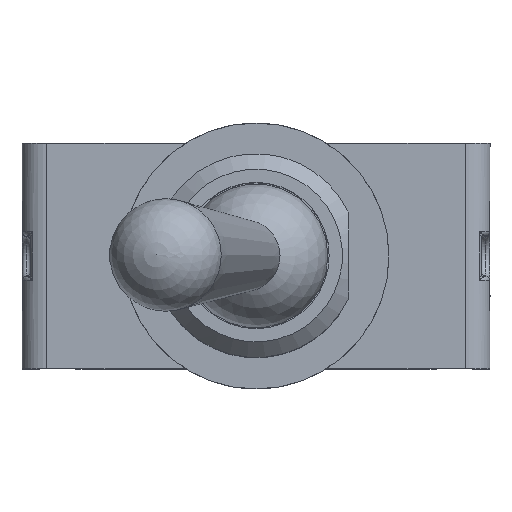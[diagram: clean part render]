
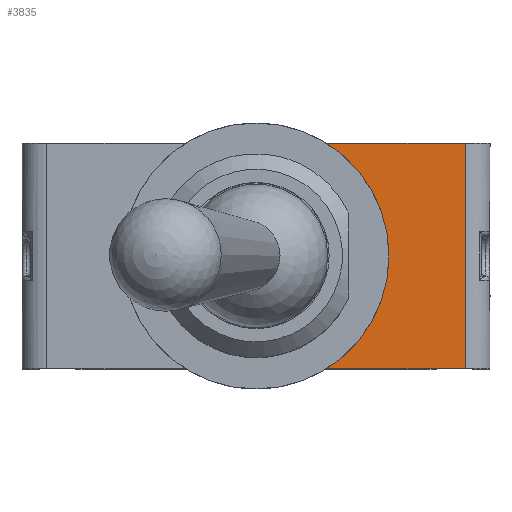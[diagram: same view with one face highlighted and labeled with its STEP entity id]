
A CAD part, top view. The second image highlights one B-rep face of the part: STEP entity #3835.
In plain terms, the highlighted planar face has unit normal (0, 0, 1).
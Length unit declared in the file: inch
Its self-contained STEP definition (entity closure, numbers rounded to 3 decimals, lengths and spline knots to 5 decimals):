
#212=FACE_OUTER_BOUND('',#442,.T.);
#442=EDGE_LOOP('',(#2532,#2533,#2534,#2535,#2536));
#685=LINE('',#5536,#1050);
#686=LINE('',#5538,#1051);
#687=LINE('',#5539,#1052);
#1050=VECTOR('',#4453,0.3937);
#1051=VECTOR('',#4454,0.3937);
#1052=VECTOR('',#4455,0.3937);
#1415=CIRCLE('',#4088,0.11811);
#1416=CIRCLE('',#4089,0.11811);
#1569=VERTEX_POINT('',#5530);
#1570=VERTEX_POINT('',#5531);
#1571=VERTEX_POINT('',#5533);
#1572=VERTEX_POINT('',#5535);
#1573=VERTEX_POINT('',#5537);
#1940=EDGE_CURVE('',#1569,#1570,#1415,.T.);
#1941=EDGE_CURVE('',#1570,#1571,#1416,.T.);
#1942=EDGE_CURVE('',#1572,#1571,#685,.T.);
#1943=EDGE_CURVE('',#1573,#1572,#686,.T.);
#1944=EDGE_CURVE('',#1569,#1573,#687,.T.);
#2532=ORIENTED_EDGE('',*,*,#1940,.T.);
#2533=ORIENTED_EDGE('',*,*,#1941,.T.);
#2534=ORIENTED_EDGE('',*,*,#1942,.F.);
#2535=ORIENTED_EDGE('',*,*,#1943,.F.);
#2536=ORIENTED_EDGE('',*,*,#1944,.F.);
#3716=PLANE('',#4087);
#3835=ADVANCED_FACE('',(#212),#3716,.T.);
#4087=AXIS2_PLACEMENT_3D('',#5529,#4447,#4448);
#4088=AXIS2_PLACEMENT_3D('',#5532,#4449,#4450);
#4089=AXIS2_PLACEMENT_3D('',#5534,#4451,#4452);
#4447=DIRECTION('center_axis',(0.,0.,1.));
#4448=DIRECTION('ref_axis',(1.,0.,0.));
#4449=DIRECTION('center_axis',(0.,0.,
-1.));
#4450=DIRECTION('ref_axis',(-1.,0.,0.));
#4451=DIRECTION('center_axis',(0.,0.,
-1.));
#4452=DIRECTION('ref_axis',(-1.,0.,0.));
#4453=DIRECTION('',(-1.,0.,0.));
#4454=DIRECTION('',(0.,-1.,0.));
#4455=DIRECTION('',(1.,0.,0.));
#5529=CARTESIAN_POINT('Origin',(0.,0.,
0.30433));
#5530=CARTESIAN_POINT('',(0.06285,0.1,0.30433));
#5531=CARTESIAN_POINT('',(0.11811,0.,0.30433));
#5532=CARTESIAN_POINT('Origin',(0.,0.,
0.30433));
#5533=CARTESIAN_POINT('',(0.06285,-0.1,0.30433));
#5534=CARTESIAN_POINT('Origin',(0.,0.,
0.30433));
#5535=CARTESIAN_POINT('',(0.18583,-0.1,0.30433));
#5536=CARTESIAN_POINT('',(0.20787,-0.1,0.30433));
#5537=CARTESIAN_POINT('',(0.18583,0.1,0.30433));
#5538=CARTESIAN_POINT('',(0.18583,0.05,0.30433));
#5539=CARTESIAN_POINT('',(-0.20787,0.1,0.30433));
